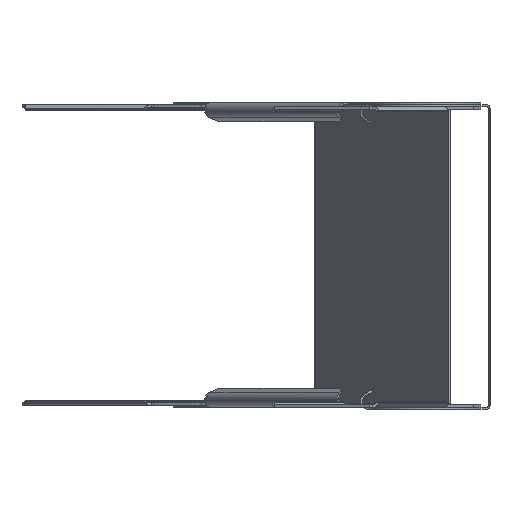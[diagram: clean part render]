
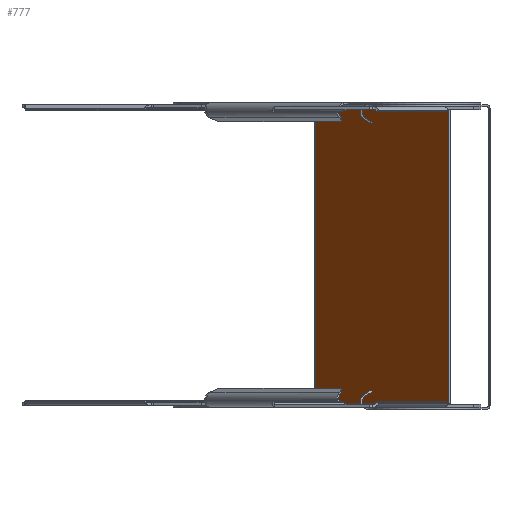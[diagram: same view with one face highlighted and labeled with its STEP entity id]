
A CAD part, left-side view. The second image highlights one B-rep face of the part: STEP entity #777.
In plain terms, the highlighted face is planar.
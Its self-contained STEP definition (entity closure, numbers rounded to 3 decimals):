
#145 = EDGE_CURVE ( 'NONE', #954, #1939, #1454, .T. ) ;
#212 = DIRECTION ( 'NONE',  ( 1., 0., 0. ) ) ;
#348 = LINE ( 'NONE', #1442, #2905 ) ;
#451 = EDGE_LOOP ( 'NONE', ( #1147, #2042, #3003, #3046 ) ) ;
#455 = DIRECTION ( 'NONE',  ( 0., 0., 1. ) ) ;
#675 = CARTESIAN_POINT ( 'NONE',  ( -165.5, 1.25, 100. ) ) ;
#763 = EDGE_CURVE ( 'NONE', #1939, #1742, #1054, .T. ) ;
#777 = ADVANCED_FACE ( 'NONE', ( #2898 ), #1135, .F. ) ;
#926 = EDGE_CURVE ( 'NONE', #1742, #1384, #1166, .T. ) ;
#954 = VERTEX_POINT ( 'NONE', #1201 ) ;
#1054 = LINE ( 'NONE', #1643, #2253 ) ;
#1128 = DIRECTION ( 'NONE',  ( 0., -1., 0. ) ) ;
#1135 = PLANE ( 'NONE',  #1638 ) ;
#1147 = ORIENTED_EDGE ( 'NONE', *, *, #763, .F. ) ;
#1166 = LINE ( 'NONE', #1671, #1730 ) ;
#1201 = CARTESIAN_POINT ( 'NONE',  ( -88.5, 1.25, 97.75 ) ) ;
#1206 = CARTESIAN_POINT ( 'NONE',  ( -88.5, 1.25, -97.75 ) ) ;
#1384 = VERTEX_POINT ( 'NONE', #2013 ) ;
#1442 = CARTESIAN_POINT ( 'NONE',  ( -165.5, 1.25, 97.75 ) ) ;
#1454 = LINE ( 'NONE', #1637, #2174 ) ;
#1637 = CARTESIAN_POINT ( 'NONE',  ( -88.5, 1.25, 104. ) ) ;
#1638 = AXIS2_PLACEMENT_3D ( 'NONE', #675, #1128, #2811 ) ;
#1643 = CARTESIAN_POINT ( 'NONE',  ( -165.5, 1.25, -97.75 ) ) ;
#1671 = CARTESIAN_POINT ( 'NONE',  ( 88.5, 1.25, 104. ) ) ;
#1730 = VECTOR ( 'NONE', #455, 1000. ) ;
#1742 = VERTEX_POINT ( 'NONE', #1948 ) ;
#1922 = EDGE_CURVE ( 'NONE', #954, #1384, #348, .T. ) ;
#1939 = VERTEX_POINT ( 'NONE', #1206 ) ;
#1948 = CARTESIAN_POINT ( 'NONE',  ( 88.5, 1.25, -97.75 ) ) ;
#2013 = CARTESIAN_POINT ( 'NONE',  ( 88.5, 1.25, 97.75 ) ) ;
#2042 = ORIENTED_EDGE ( 'NONE', *, *, #145, .F. ) ;
#2174 = VECTOR ( 'NONE', #3091, 1000. ) ;
#2253 = VECTOR ( 'NONE', #2598, 1000. ) ;
#2598 = DIRECTION ( 'NONE',  ( 1., 0., 0. ) ) ;
#2811 = DIRECTION ( 'NONE',  ( 0., 0., -1. ) ) ;
#2898 = FACE_OUTER_BOUND ( 'NONE', #451, .T. ) ;
#2905 = VECTOR ( 'NONE', #212, 1000. ) ;
#3003 = ORIENTED_EDGE ( 'NONE', *, *, #1922, .T. ) ;
#3046 = ORIENTED_EDGE ( 'NONE', *, *, #926, .F. ) ;
#3091 = DIRECTION ( 'NONE',  ( 0., 0., -1. ) ) ;
